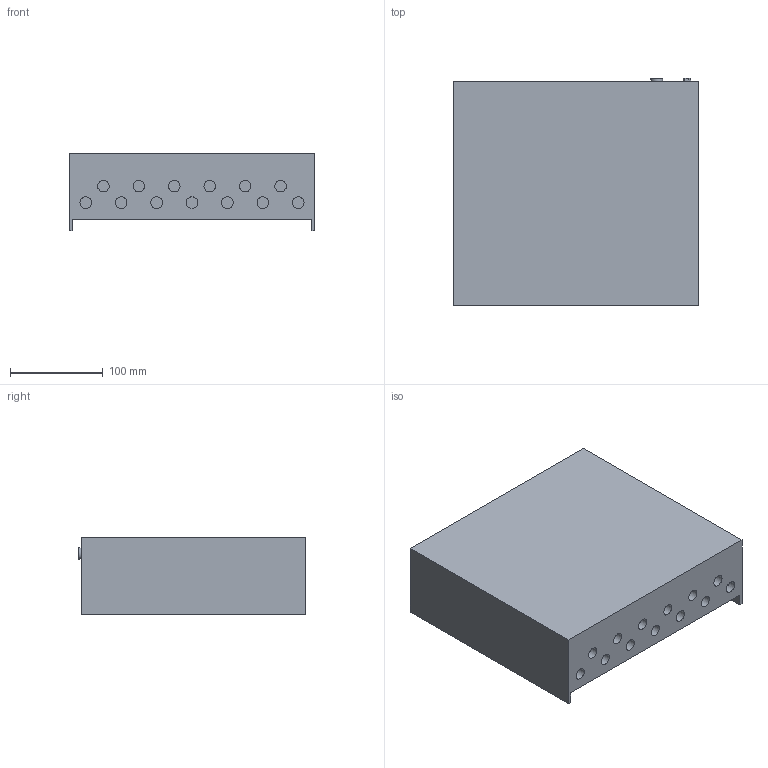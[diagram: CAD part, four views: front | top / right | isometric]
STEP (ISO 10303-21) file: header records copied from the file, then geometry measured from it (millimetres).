
FILE_DESCRIPTION((''),'2;1');
FILE_NAME('HLM6.stp','2015-08-03T15:32:52',('jrodriguez'),(''),'Autodesk Inventor 2013','Autodesk Inventor 2013','');
FILE_SCHEMA(('AUTOMOTIVE_DESIGN { 1 0 10303 214 1 1 1 1 }'));
Length unit declared in the file: inch
Products named in the file (1): HLM6
Bounding box: 263.65 x 244.47 x 83.82 mm (x, y, z)
Volume: 4522916.6 mm3; surface area: 218986.3 mm2
Topology: 1 solids, 1 shells, 54 faces, 102 edges, 68 vertices
Faces by surface type: plane 36, cylinder 18
Full cylindrical faces by diameter (mm): 4.394 x2, 12.446 x13, 12.7 x1
Entity records: 1310 total; most frequent: DIRECTION 232, CARTESIAN_POINT 209, ORIENTED_EDGE 172, AXIS2_PLACEMENT_3D 91, EDGE_LOOP 88, EDGE_CURVE 86, VERTEX_POINT 68, FACE_OUTER_BOUND 54
